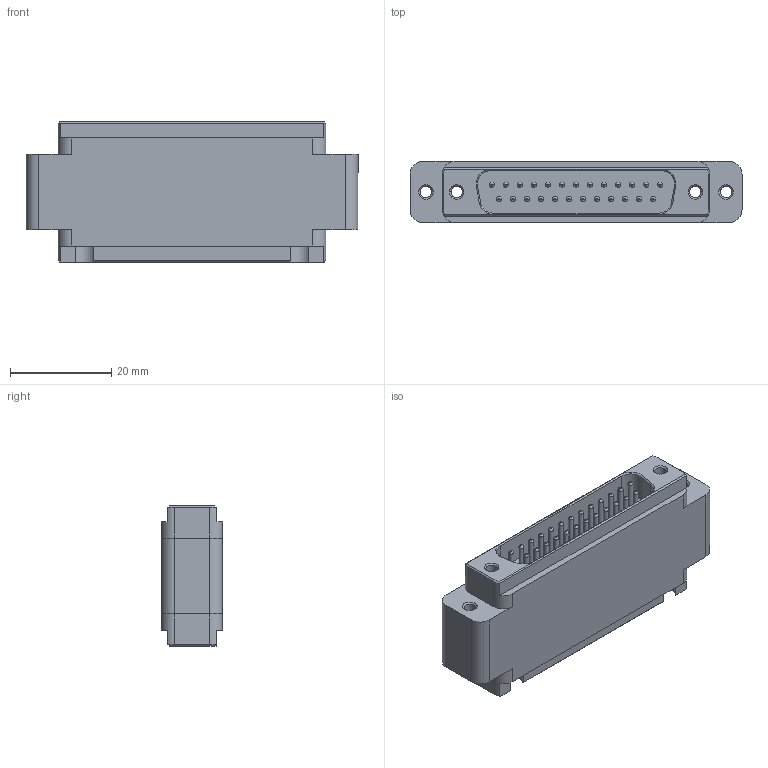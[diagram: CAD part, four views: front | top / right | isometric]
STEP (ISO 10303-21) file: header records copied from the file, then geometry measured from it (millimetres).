
FILE_DESCRIPTION (( 'STEP AP203' ), '1' );
FILE_NAME ('112797.stp', '2015-03-30T18:02:00', ( '' ), ( '' ), 'SwSTEP 2.0', 'SolidWorks 2012', '' );
FILE_SCHEMA (( 'CONFIG_CONTROL_DESIGN' ));
Length unit declared in the file: inch
Products named in the file (1): 112797
Bounding box: 65.43 x 12.06 x 27.64 mm (x, y, z)
Volume: 14920.8 mm3; surface area: 7978.7 mm2
Topology: 1 solids, 3 shells, 408 faces, 882 edges, 534 vertices
Faces by surface type: cylinder 144, plane 116, bspline 104, cone 44
Entity records: 13044 total; most frequent: CARTESIAN_POINT 4434, DIRECTION 1805, ORIENTED_EDGE 1764, EDGE_CURVE 882, AXIS2_PLACEMENT_3D 753, VERTEX_POINT 534, EDGE_LOOP 470, CIRCLE 448
